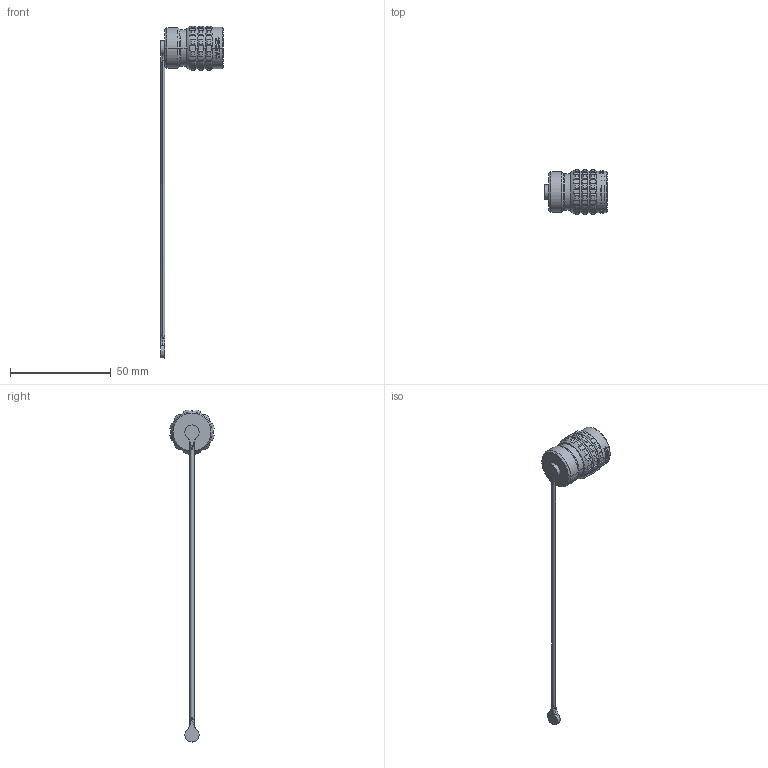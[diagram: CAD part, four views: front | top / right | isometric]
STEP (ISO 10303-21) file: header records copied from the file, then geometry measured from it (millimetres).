
FILE_DESCRIPTION((''),'2;1');
FILE_NAME('13301BE_SW0001','2013-05-22T',('fabiensiebert'),('NET'),'PRO/ENGINEER BY PARAMETRIC TECHNOLOGY CORPORATION, 2010280','PRO/ENGINEER BY PARAMETRIC TECHNOLOGY CORPORATION, 2010280','');
FILE_SCHEMA(('AUTOMOTIVE_DESIGN_CC2 { 1 2 10303 214 -1 1 5 2 }'));
Length unit declared in the file: millimetre
Products named in the file (1): 13301BE_SW0001
Bounding box: 30.83 x 21.79 x 164.39 mm (x, y, z)
Volume: 4210.3 mm3; surface area: 8159.5 mm2
Topology: 1 solids, 1 shells, 534 faces, 1438 edges, 933 vertices
Faces by surface type: plane 281, cylinder 157, cone 41, torus 41, bspline 14
Entity records: 23801 total; most frequent: CARTESIAN_POINT 7111, ORIENTED_EDGE 2876, DIRECTION 2524, EDGE_CURVE 1438, AXIS2_PLACEMENT_3D 998, VERTEX_POINT 933, EDGE_LOOP 567, FACE_OUTER_BOUND 534
